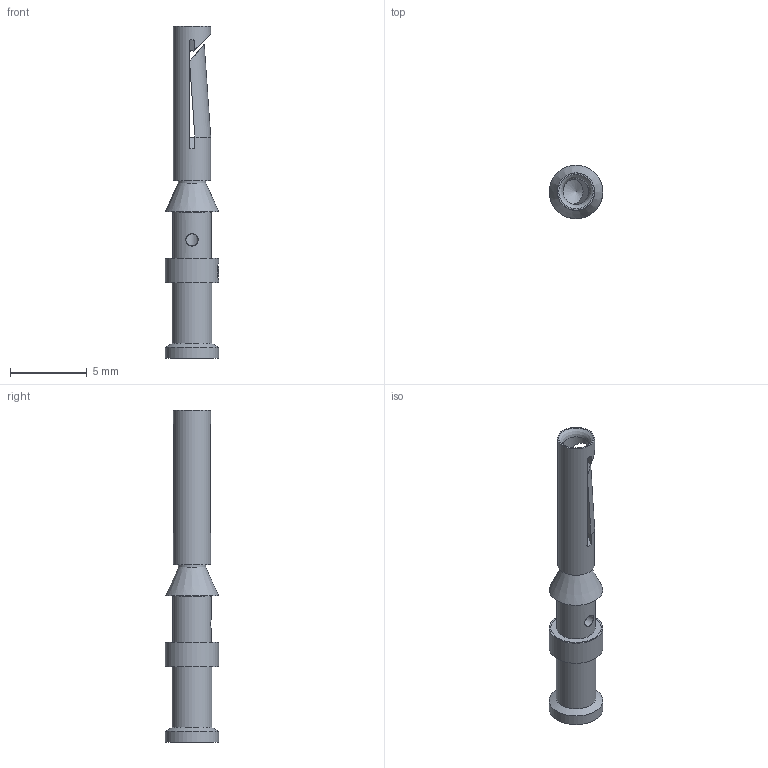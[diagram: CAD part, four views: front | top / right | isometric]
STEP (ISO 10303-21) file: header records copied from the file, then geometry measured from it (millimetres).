
FILE_DESCRIPTION(/* description */ (''),/* implementation_level */ '2;1');
FILE_NAME(/* name */ '100125562ugm000_c.stp',/* time_stamp */ '2022-03-11T15:36:44+01:00',/* author */ (''),/* organization */ (''),/* preprocessor_version */ 'ST-DEVELOPER v16.7',/* originating_system */ 'SIEMENS PLM Software NX 1911',/* authorisation */ '');
FILE_SCHEMA (('AUTOMOTIVE_DESIGN { 1 0 10303 214 3 1 1 1 }'));
Length unit declared in the file: millimetre
Products named in the file (1): 100125562ugm000_c
Bounding box: 3.5 x 3.5 x 21.65 mm (x, y, z)
Volume: 89.3 mm3; surface area: 323.5 mm2
Topology: 2 solids, 3 shells, 144 faces, 455 edges, 414 vertices
Faces by surface type: plane 93, cylinder 42, cone 5, torus 2, extrusion 2
Full cylindrical faces by diameter (mm): 0.137 x1, 0.161 x1, 0.8 x1, 0.93 x1, 1.7 x1, 1.77 x1, 2.43 x1, 2.54 x1, 2.6 x1, 3.3 x1, 3.5 x2
Entity records: 6839 total; most frequent: CARTESIAN_POINT 1768, DIRECTION 798, ORIENTED_EDGE 650, EDGE_CURVE 326, AXIS2_PLACEMENT_3D 281, VECTOR 236, LINE 234, PRESENTATION_STYLE_ASSIGNMENT 232
